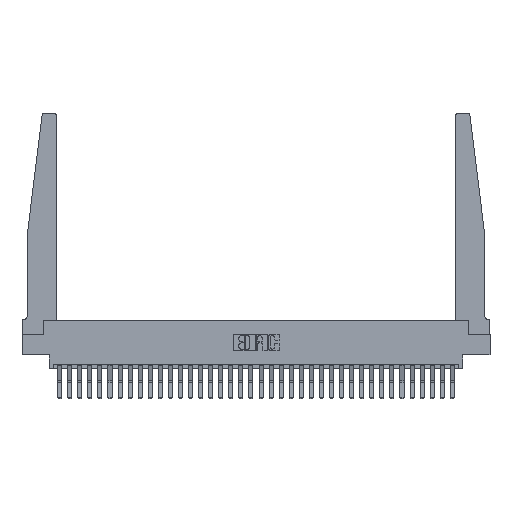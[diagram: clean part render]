
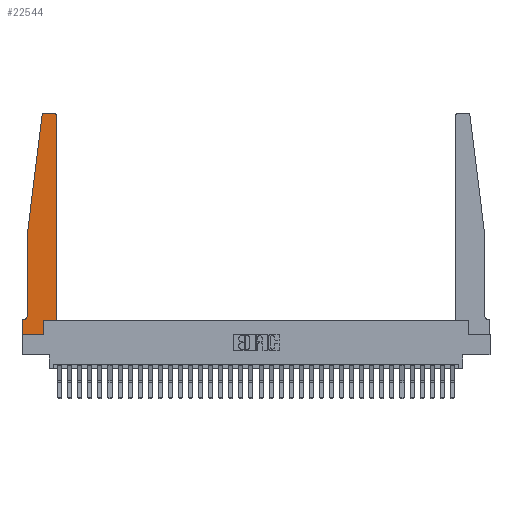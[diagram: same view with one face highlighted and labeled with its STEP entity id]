
A CAD part, top view. The second image highlights one B-rep face of the part: STEP entity #22544.
In plain terms, the highlighted planar face has unit normal (0, 0, 1).
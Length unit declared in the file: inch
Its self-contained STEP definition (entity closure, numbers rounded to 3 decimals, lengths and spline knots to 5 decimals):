
#32 = CARTESIAN_POINT ( 'NONE',  ( 0., 0.1875, 0.37 ) ) ;
#138 = DIRECTION ( 'NONE',  ( 1., 0., 0. ) ) ;
#773 = DIRECTION ( 'NONE',  ( 0., 0., -1. ) ) ;
#803 = ORIENTED_EDGE ( 'NONE', *, *, #13182, .T. ) ;
#878 = ORIENTED_EDGE ( 'NONE', *, *, #14020, .T. ) ;
#1081 = VECTOR ( 'NONE', #8214, 39.37008 ) ;
#1668 = CARTESIAN_POINT ( 'NONE',  ( 0.065, 1.25, 0.37 ) ) ;
#2140 = DIRECTION ( 'NONE',  ( 1., 0., 0. ) ) ;
#3057 = CARTESIAN_POINT ( 'NONE',  ( 0.425, 0.18, 0.37 ) ) ;
#3307 = CARTESIAN_POINT ( 'NONE',  ( 0.2605, 0., 0.37 ) ) ;
#3730 = CIRCLE ( 'NONE', #14044, 0.03 ) ;
#3792 = DIRECTION ( 'NONE',  ( 0., 1., 0. ) ) ;
#4399 = VECTOR ( 'NONE', #30384, 39.37008 ) ;
#4491 = CARTESIAN_POINT ( 'NONE',  ( 0., 0., 0.37 ) ) ;
#5378 = EDGE_CURVE ( 'NONE', #14941, #11235, #28361, .T. ) ;
#5845 = LINE ( 'NONE', #9885, #18815 ) ;
#6033 = VERTEX_POINT ( 'NONE', #26258 ) ;
#6395 = LINE ( 'NONE', #26684, #7181 ) ;
#6452 = ORIENTED_EDGE ( 'NONE', *, *, #19700, .T. ) ;
#6910 = VECTOR ( 'NONE', #18743, 39.37008 ) ;
#6971 = DIRECTION ( 'NONE',  ( 0., 0., 1. ) ) ;
#7113 = EDGE_CURVE ( 'NONE', #6033, #19117, #16637, .T. ) ;
#7181 = VECTOR ( 'NONE', #12279, 39.37008 ) ;
#7267 = VERTEX_POINT ( 'NONE', #14200 ) ;
#7357 = CARTESIAN_POINT ( 'NONE',  ( 0.065, 0.2375, 0.37 ) ) ;
#7394 = CARTESIAN_POINT ( 'NONE',  ( 0.395, 2.75, 0.37 ) ) ;
#7853 = CARTESIAN_POINT ( 'NONE',  ( 0.2605, 0.18, 0.37 ) ) ;
#8214 = DIRECTION ( 'NONE',  ( 0., -1., 0. ) ) ;
#9095 = ORIENTED_EDGE ( 'NONE', *, *, #17859, .T. ) ;
#9122 = ORIENTED_EDGE ( 'NONE', *, *, #24922, .T. ) ;
#9194 = ORIENTED_EDGE ( 'NONE', *, *, #19292, .T. ) ;
#9371 = AXIS2_PLACEMENT_3D ( 'NONE', #21491, #6971, #23917 ) ;
#9780 = FACE_OUTER_BOUND ( 'NONE', #25861, .T. ) ;
#9885 = CARTESIAN_POINT ( 'NONE',  ( 0.425, 0.18, 0.37 ) ) ;
#10280 = VECTOR ( 'NONE', #27869, 39.37008 ) ;
#10670 = ORIENTED_EDGE ( 'NONE', *, *, #7113, .T. ) ;
#11235 = VERTEX_POINT ( 'NONE', #21176 ) ;
#12279 = DIRECTION ( 'NONE',  ( -1., 0., 0. ) ) ;
#12638 = LINE ( 'NONE', #1668, #6910 ) ;
#13182 = EDGE_CURVE ( 'NONE', #11235, #18884, #3730, .T. ) ;
#13570 = CARTESIAN_POINT ( 'NONE',  ( 0.25, 2.75, 0.37 ) ) ;
#13577 = CARTESIAN_POINT ( 'NONE',  ( 0., 0., 0.37 ) ) ;
#14020 = EDGE_CURVE ( 'NONE', #14195, #6033, #20441, .T. ) ;
#14044 = AXIS2_PLACEMENT_3D ( 'NONE', #31130, #16767, #2140 ) ;
#14195 = VERTEX_POINT ( 'NONE', #14865 ) ;
#14200 = CARTESIAN_POINT ( 'NONE',  ( 0.24675, 2.72367, 0.37 ) ) ;
#14403 = DIRECTION ( 'NONE',  ( 0., 1., 0. ) ) ;
#14614 = CARTESIAN_POINT ( 'NONE',  ( 0.27653, 2.75, 0.37 ) ) ;
#14831 = DIRECTION ( 'NONE',  ( 0., 0., 1. ) ) ;
#14865 = CARTESIAN_POINT ( 'NONE',  ( 0., 0.1875, 0.37 ) ) ;
#14941 = VERTEX_POINT ( 'NONE', #3057 ) ;
#15455 = CARTESIAN_POINT ( 'NONE',  ( 0.015, 0.2375, 0.37 ) ) ;
#15914 = VERTEX_POINT ( 'NONE', #24035 ) ;
#16610 = AXIS2_PLACEMENT_3D ( 'NONE', #32, #14831, #138 ) ;
#16637 = LINE ( 'NONE', #13577, #4399 ) ;
#16767 = DIRECTION ( 'NONE',  ( 0., 0., 1. ) ) ;
#17023 = ORIENTED_EDGE ( 'NONE', *, *, #26100, .T. ) ;
#17859 = EDGE_CURVE ( 'NONE', #19117, #21448, #19151, .T. ) ;
#17869 = DIRECTION ( 'NONE',  ( -1., 0., 0. ) ) ;
#18743 = DIRECTION ( 'NONE',  ( -0.122, -0.992, 0. ) ) ;
#18815 = VECTOR ( 'NONE', #29166, 39.37008 ) ;
#18884 = VERTEX_POINT ( 'NONE', #7394 ) ;
#19117 = VERTEX_POINT ( 'NONE', #3307 ) ;
#19151 = LINE ( 'NONE', #30353, #24798 ) ;
#19259 = CARTESIAN_POINT ( 'NONE',  ( 0.425, 0.18, 0.37 ) ) ;
#19292 = EDGE_CURVE ( 'NONE', #7267, #15914, #12638, .T. ) ;
#19652 = EDGE_CURVE ( 'NONE', #22500, #20498, #21293, .T. ) ;
#19675 = VECTOR ( 'NONE', #21511, 39.37008 ) ;
#19700 = EDGE_CURVE ( 'NONE', #15914, #22500, #26920, .T. ) ;
#19813 = ORIENTED_EDGE ( 'NONE', *, *, #5378, .T. ) ;
#20308 = EDGE_CURVE ( 'NONE', #18884, #23682, #29507, .T. ) ;
#20441 = LINE ( 'NONE', #4491, #19675 ) ;
#20498 = VERTEX_POINT ( 'NONE', #21467 ) ;
#21176 = CARTESIAN_POINT ( 'NONE',  ( 0.425, 2.72, 0.37 ) ) ;
#21293 = CIRCLE ( 'NONE', #26825, 0.05 ) ;
#21448 = VERTEX_POINT ( 'NONE', #7853 ) ;
#21467 = CARTESIAN_POINT ( 'NONE',  ( 0.015, 0.1875, 0.37 ) ) ;
#21491 = CARTESIAN_POINT ( 'NONE',  ( 0.27653, 2.72, 0.37 ) ) ;
#21511 = DIRECTION ( 'NONE',  ( 0., -1., 0. ) ) ;
#22005 = VECTOR ( 'NONE', #14403, 39.37008 ) ;
#22500 = VERTEX_POINT ( 'NONE', #7357 ) ;
#22544 = ADVANCED_FACE ( 'NONE', ( #9780 ), #24408, .T. ) ;
#22694 = CARTESIAN_POINT ( 'NONE',  ( 0.065, 1.25, 0.37 ) ) ;
#23682 = VERTEX_POINT ( 'NONE', #14614 ) ;
#23917 = DIRECTION ( 'NONE',  ( 1., 0., 0. ) ) ;
#24035 = CARTESIAN_POINT ( 'NONE',  ( 0.065, 1.25, 0.37 ) ) ;
#24408 = PLANE ( 'NONE',  #16610 ) ;
#24798 = VECTOR ( 'NONE', #3792, 39.37008 ) ;
#24922 = EDGE_CURVE ( 'NONE', #21448, #14941, #5845, .T. ) ;
#25419 = ORIENTED_EDGE ( 'NONE', *, *, #28703, .T. ) ;
#25861 = EDGE_LOOP ( 'NONE', ( #27089, #17023, #9194, #6452, #26364, #25419, #878, #10670, #9095, #9122, #19813, #803 ) ) ;
#26100 = EDGE_CURVE ( 'NONE', #23682, #7267, #26257, .T. ) ;
#26257 = CIRCLE ( 'NONE', #9371, 0.03 ) ;
#26258 = CARTESIAN_POINT ( 'NONE',  ( 0., 0., 0.37 ) ) ;
#26364 = ORIENTED_EDGE ( 'NONE', *, *, #19652, .T. ) ;
#26684 = CARTESIAN_POINT ( 'NONE',  ( 0.065, 0.1875, 0.37 ) ) ;
#26825 = AXIS2_PLACEMENT_3D ( 'NONE', #15455, #773, #17869 ) ;
#26920 = LINE ( 'NONE', #22694, #1081 ) ;
#27089 = ORIENTED_EDGE ( 'NONE', *, *, #20308, .T. ) ;
#27869 = DIRECTION ( 'NONE',  ( -1., 0., 0. ) ) ;
#28361 = LINE ( 'NONE', #19259, #22005 ) ;
#28703 = EDGE_CURVE ( 'NONE', #20498, #14195, #6395, .T. ) ;
#29166 = DIRECTION ( 'NONE',  ( 1., 0., 0. ) ) ;
#29507 = LINE ( 'NONE', #13570, #10280 ) ;
#30353 = CARTESIAN_POINT ( 'NONE',  ( 0.2605, 0.18, 0.37 ) ) ;
#30384 = DIRECTION ( 'NONE',  ( 1., 0., 0. ) ) ;
#31130 = CARTESIAN_POINT ( 'NONE',  ( 0.395, 2.72, 0.37 ) ) ;
